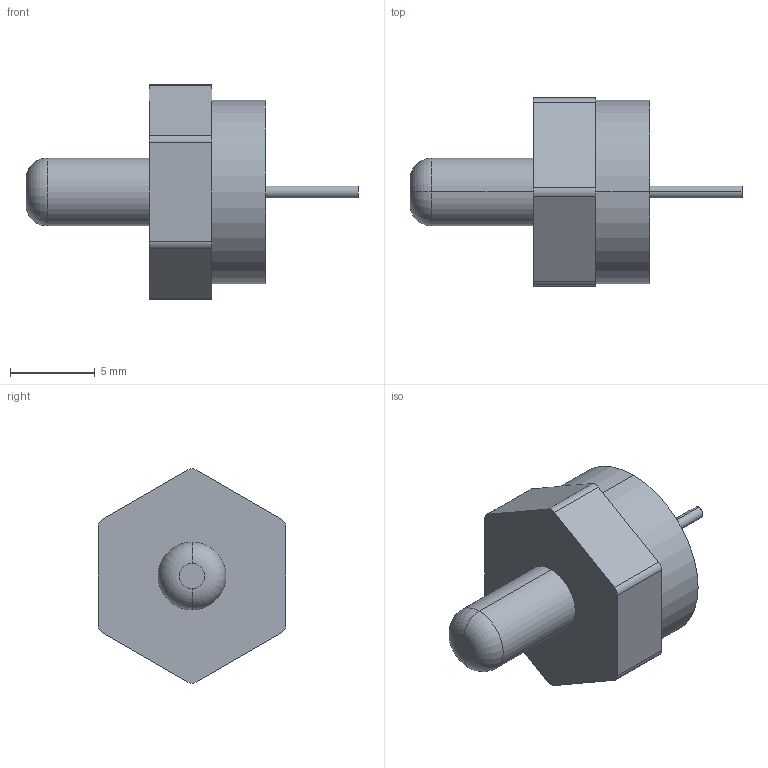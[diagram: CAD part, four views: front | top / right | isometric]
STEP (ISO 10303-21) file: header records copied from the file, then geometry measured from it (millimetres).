
FILE_DESCRIPTION (( 'STEP AP203' ), '1' );
FILE_NAME ('BTF75M.STEP', '2006-06-30T19:42:05', ( ' ' ), ( ' ' ), 'SwSTEP 2.0', 'SolidWorks 2005354', '' );
FILE_SCHEMA (( 'CONFIG_CONTROL_DESIGN' ));
Length unit declared in the file: inch
Products named in the file (1): BTF75M
Bounding box: 19.61 x 11.1 x 12.66 mm (x, y, z)
Volume: 573.8 mm3; surface area: 729.5 mm2
Topology: 1 solids, 1 shells, 62 faces, 133 edges, 78 vertices
Faces by surface type: cylinder 27, cone 20, plane 13, torus 2
Entity records: 1748 total; most frequent: DIRECTION 327, CARTESIAN_POINT 274, ORIENTED_EDGE 266, EDGE_CURVE 133, AXIS2_PLACEMENT_3D 131, VERTEX_POINT 78, CIRCLE 68, EDGE_LOOP 67
